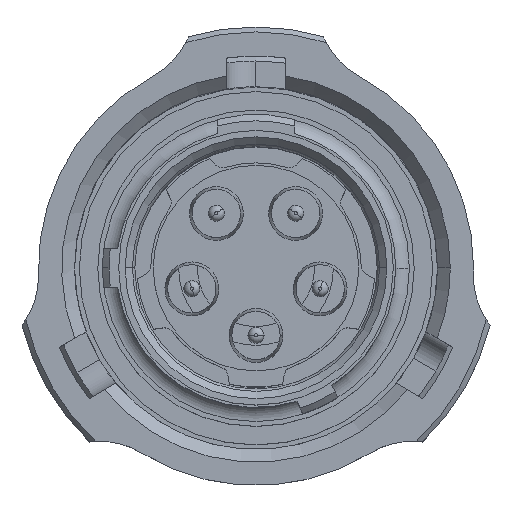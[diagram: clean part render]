
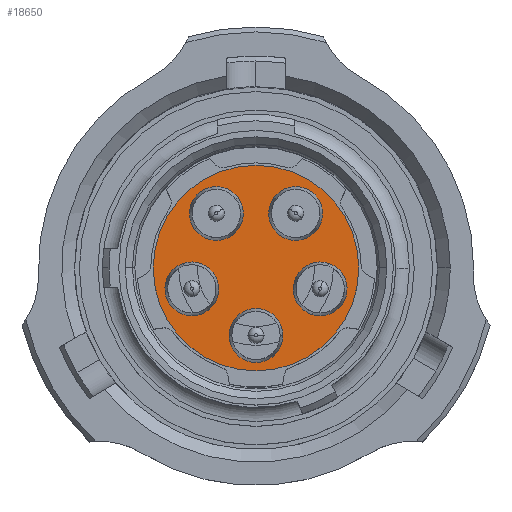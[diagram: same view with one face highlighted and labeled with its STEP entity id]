
A CAD part, top view. The second image highlights one B-rep face of the part: STEP entity #18650.
In plain terms, the highlighted planar face has unit normal (0, 0, 1).
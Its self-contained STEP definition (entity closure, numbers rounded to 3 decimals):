
#9741 = CARTESIAN_POINT ( 'NONE',  ( -2.256, 0.148, -5.295 ) ) ;
#9748 = CARTESIAN_POINT ( 'NONE',  ( -1.738, -1.446, -5.295 ) ) ;
#9796 = DIRECTION ( 'NONE',  ( 0.309, -0.951, 0. ) ) ;
#9797 = DIRECTION ( 'NONE',  ( 0., 0., 1. ) ) ;
#9798 = CARTESIAN_POINT ( 'NONE',  ( -1.997, -0.649, -5.295 ) ) ;
#9799 = AXIS2_PLACEMENT_3D ( 'NONE', #9798, #9797, #9796 ) ;
#9800 = CIRCLE ( 'NONE', #9799, 0.838 ) ;
#9804 = AXIS2_PLACEMENT_3D ( 'NONE', #9855, #9844, #9892 ) ;
#9834 = CIRCLE ( 'NONE', #9804, 0.838 ) ;
#9844 = DIRECTION ( 'NONE',  ( 0., 0., 1. ) ) ;
#9855 = CARTESIAN_POINT ( 'NONE',  ( 1.234, 1.699, -5.295 ) ) ;
#9867 = CARTESIAN_POINT ( 'NONE',  ( -0.556, 2.192, -5.295 ) ) ;
#9868 = CARTESIAN_POINT ( 'NONE',  ( 1.912, 1.206, -5.295 ) ) ;
#9892 = DIRECTION ( 'NONE',  ( -0.809, 0.588, 0. ) ) ;
#9903 = CARTESIAN_POINT ( 'NONE',  ( 0.556, 2.192, -5.295 ) ) ;
#9953 = CARTESIAN_POINT ( 'NONE',  ( -1.234, 1.699, -5.295 ) ) ;
#9983 = CARTESIAN_POINT ( 'NONE',  ( -1.912, 1.206, -5.295 ) ) ;
#9989 = DIRECTION ( 'NONE',  ( -0.809, -0.588, 0. ) ) ;
#9990 = DIRECTION ( 'NONE',  ( 0., 0., 1. ) ) ;
#9997 = AXIS2_PLACEMENT_3D ( 'NONE', #9953, #9990, #9989 ) ;
#9998 = CIRCLE ( 'NONE', #9997, 0.838 ) ;
#10045 = CARTESIAN_POINT ( 'NONE',  ( 1.738, -1.446, -5.295 ) ) ;
#10051 = CARTESIAN_POINT ( 'NONE',  ( 2.256, 0.148, -5.295 ) ) ;
#10075 = DIRECTION ( 'NONE',  ( 0.309, 0.951, 0. ) ) ;
#10076 = AXIS2_PLACEMENT_3D ( 'NONE', #10084, #10081, #10075 ) ;
#10077 = CIRCLE ( 'NONE', #10076, 0.838 ) ;
#10081 = DIRECTION ( 'NONE',  ( 0., 0., 1. ) ) ;
#10084 = CARTESIAN_POINT ( 'NONE',  ( 1.997, -0.649, -5.295 ) ) ;
#10089 = CARTESIAN_POINT ( 'NONE',  ( 3.2, 0., -5.295 ) ) ;
#10098 = CARTESIAN_POINT ( 'NONE',  ( 0.838, -2.1, -5.295 ) ) ;
#10102 = CARTESIAN_POINT ( 'NONE',  ( -0.838, -2.1, -5.295 ) ) ;
#10122 = CARTESIAN_POINT ( 'NONE',  ( -3.2, 0., -5.295 ) ) ;
#10124 = CIRCLE ( 'NONE', #10177, 0.838 ) ;
#10174 = DIRECTION ( 'NONE',  ( 1., 0., 0. ) ) ;
#10175 = DIRECTION ( 'NONE',  ( 0., 0., 1. ) ) ;
#10176 = CARTESIAN_POINT ( 'NONE',  ( 0., -2.1, -5.295 ) ) ;
#10177 = AXIS2_PLACEMENT_3D ( 'NONE', #10176, #10175, #10174 ) ;
#10273 = AXIS2_PLACEMENT_3D ( 'NONE', #10314, #10301, #10300 ) ;
#10300 = DIRECTION ( 'NONE',  ( 1., 0., 0. ) ) ;
#10301 = DIRECTION ( 'NONE',  ( 0., 0., 1. ) ) ;
#10310 = CIRCLE ( 'NONE', #10273, 3.2 ) ;
#10314 = CARTESIAN_POINT ( 'NONE',  ( 0., 0., -5.295 ) ) ;
#10475 = AXIS2_PLACEMENT_3D ( 'NONE', #10542, #10545, #10564 ) ;
#10542 = CARTESIAN_POINT ( 'NONE',  ( -1.234, 1.699, -5.295 ) ) ;
#10545 = DIRECTION ( 'NONE',  ( 0., 0., 1. ) ) ;
#10558 = DIRECTION ( 'NONE',  ( 0.309, 0.951, 0. ) ) ;
#10559 = DIRECTION ( 'NONE',  ( 0., 0., 1. ) ) ;
#10564 = DIRECTION ( 'NONE',  ( -0.809, -0.588, 0. ) ) ;
#10567 = AXIS2_PLACEMENT_3D ( 'NONE', #10574, #10559, #10558 ) ;
#10574 = CARTESIAN_POINT ( 'NONE',  ( 1.997, -0.649, -5.295 ) ) ;
#10576 = CIRCLE ( 'NONE', #10567, 0.838 ) ;
#10578 = CIRCLE ( 'NONE', #10475, 0.838 ) ;
#10701 = CIRCLE ( 'NONE', #10774, 0.838 ) ;
#10722 = CIRCLE ( 'NONE', #10777, 3.2 ) ;
#10723 = CARTESIAN_POINT ( 'NONE',  ( -1.997, -0.649, -5.295 ) ) ;
#10724 = AXIS2_PLACEMENT_3D ( 'NONE', #10728, #10779, #10778 ) ;
#10725 = AXIS2_PLACEMENT_3D ( 'NONE', #10770, #10759, #10758 ) ;
#10726 = CIRCLE ( 'NONE', #10725, 0.838 ) ;
#10728 = CARTESIAN_POINT ( 'NONE',  ( 1.234, 1.699, -5.295 ) ) ;
#10729 = AXIS2_PLACEMENT_3D ( 'NONE', #10803, #10802, #10801 ) ;
#10742 = CIRCLE ( 'NONE', #10724, 0.838 ) ;
#10756 = FACE_BOUND ( 'NONE', #18638, .T. ) ;
#10757 = FACE_BOUND ( 'NONE', #18639, .T. ) ;
#10758 = DIRECTION ( 'NONE',  ( 1., 0., 0. ) ) ;
#10759 = DIRECTION ( 'NONE',  ( 0., 0., 1. ) ) ;
#10760 = PLANE ( 'NONE',  #10729 ) ;
#10762 = FACE_OUTER_BOUND ( 'NONE', #18653, .T. ) ;
#10763 = FACE_BOUND ( 'NONE', #18593, .T. ) ;
#10764 = DIRECTION ( 'NONE',  ( 1., 0., 0. ) ) ;
#10765 = DIRECTION ( 'NONE',  ( 0., 0., 1. ) ) ;
#10766 = CARTESIAN_POINT ( 'NONE',  ( 0., 0., -5.295 ) ) ;
#10768 = FACE_BOUND ( 'NONE', #18642, .T. ) ;
#10770 = CARTESIAN_POINT ( 'NONE',  ( 0., -2.1, -5.295 ) ) ;
#10771 = FACE_BOUND ( 'NONE', #18594, .T. ) ;
#10772 = DIRECTION ( 'NONE',  ( 0.309, -0.951, 0. ) ) ;
#10773 = DIRECTION ( 'NONE',  ( 0., 0., 1. ) ) ;
#10774 = AXIS2_PLACEMENT_3D ( 'NONE', #10723, #10773, #10772 ) ;
#10777 = AXIS2_PLACEMENT_3D ( 'NONE', #10766, #10765, #10764 ) ;
#10778 = DIRECTION ( 'NONE',  ( -0.809, 0.588, 0. ) ) ;
#10779 = DIRECTION ( 'NONE',  ( 0., 0., 1. ) ) ;
#10801 = DIRECTION ( 'NONE',  ( 1., 0., 0. ) ) ;
#10802 = DIRECTION ( 'NONE',  ( 0., 0., 1. ) ) ;
#10803 = CARTESIAN_POINT ( 'NONE',  ( 0., 0., -5.295 ) ) ;
#18336 = VERTEX_POINT ( 'NONE', #9741 ) ;
#18338 = VERTEX_POINT ( 'NONE', #9748 ) ;
#18342 = EDGE_CURVE ( 'NONE', #18338, #18336, #9800, .T. ) ;
#18374 = EDGE_CURVE ( 'NONE', #18382, #18381, #9834, .T. ) ;
#18381 = VERTEX_POINT ( 'NONE', #9868 ) ;
#18382 = VERTEX_POINT ( 'NONE', #9903 ) ;
#18383 = VERTEX_POINT ( 'NONE', #9867 ) ;
#18394 = EDGE_CURVE ( 'NONE', #18400, #18383, #9998, .T. ) ;
#18400 = VERTEX_POINT ( 'NONE', #9983 ) ;
#18415 = VERTEX_POINT ( 'NONE', #10051 ) ;
#18422 = EDGE_CURVE ( 'NONE', #18415, #18423, #10077, .T. ) ;
#18423 = VERTEX_POINT ( 'NONE', #10045 ) ;
#18447 = VERTEX_POINT ( 'NONE', #10098 ) ;
#18454 = VERTEX_POINT ( 'NONE', #10102 ) ;
#18457 = VERTEX_POINT ( 'NONE', #10089 ) ;
#18458 = VERTEX_POINT ( 'NONE', #10122 ) ;
#18462 = EDGE_CURVE ( 'NONE', #18447, #18454, #10124, .T. ) ;
#18512 = EDGE_CURVE ( 'NONE', #18457, #18458, #10310, .T. ) ;
#18586 = EDGE_CURVE ( 'NONE', #18383, #18400, #10578, .T. ) ;
#18587 = EDGE_CURVE ( 'NONE', #18423, #18415, #10576, .T. ) ;
#18592 = ORIENTED_EDGE ( 'NONE', *, *, #18645, .T. ) ;
#18593 = EDGE_LOOP ( 'NONE', ( #18599, #18635 ) ) ;
#18594 = EDGE_LOOP ( 'NONE', ( #18652, #18651 ) ) ;
#18599 = ORIENTED_EDGE ( 'NONE', *, *, #18587, .F. ) ;
#18626 = ORIENTED_EDGE ( 'NONE', *, *, #18342, .F. ) ;
#18627 = ORIENTED_EDGE ( 'NONE', *, *, #18644, .F. ) ;
#18635 = ORIENTED_EDGE ( 'NONE', *, *, #18422, .F. ) ;
#18636 = ORIENTED_EDGE ( 'NONE', *, *, #18643, .F. ) ;
#18637 = ORIENTED_EDGE ( 'NONE', *, *, #18512, .T. ) ;
#18638 = EDGE_LOOP ( 'NONE', ( #18636, #18649 ) ) ;
#18639 = EDGE_LOOP ( 'NONE', ( #18640, #18641 ) ) ;
#18640 = ORIENTED_EDGE ( 'NONE', *, *, #18646, .F. ) ;
#18641 = ORIENTED_EDGE ( 'NONE', *, *, #18462, .F. ) ;
#18642 = EDGE_LOOP ( 'NONE', ( #18627, #18626 ) ) ;
#18643 = EDGE_CURVE ( 'NONE', #18381, #18382, #10742, .T. ) ;
#18644 = EDGE_CURVE ( 'NONE', #18336, #18338, #10701, .T. ) ;
#18645 = EDGE_CURVE ( 'NONE', #18458, #18457, #10722, .T. ) ;
#18646 = EDGE_CURVE ( 'NONE', #18454, #18447, #10726, .T. ) ;
#18649 = ORIENTED_EDGE ( 'NONE', *, *, #18374, .F. ) ;
#18650 = ADVANCED_FACE ( 'NONE', ( #10771, #10763, #10762, #10757, #10756, #10768 ), #10760, .T. ) ;
#18651 = ORIENTED_EDGE ( 'NONE', *, *, #18394, .F. ) ;
#18652 = ORIENTED_EDGE ( 'NONE', *, *, #18586, .F. ) ;
#18653 = EDGE_LOOP ( 'NONE', ( #18637, #18592 ) ) ;
